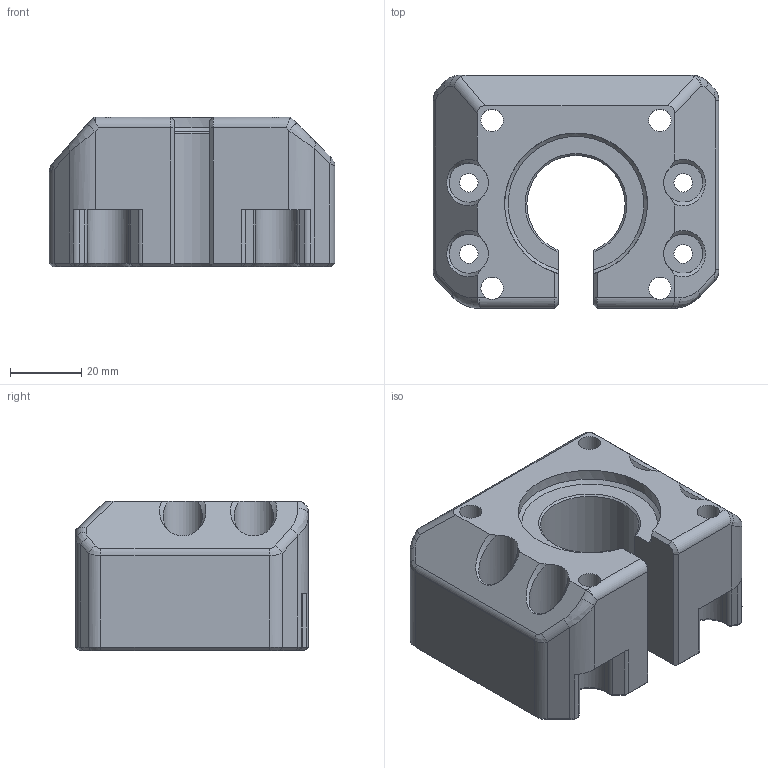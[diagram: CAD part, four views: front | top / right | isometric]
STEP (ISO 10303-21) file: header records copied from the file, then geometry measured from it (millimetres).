
FILE_DESCRIPTION(/* description */ (''),/* implementation_level */ '2;1');
FILE_NAME(/* name */ 'Y Axis_Y axis motor mount v4.step',/* time_stamp */ '2024-02-10T14:20:34-05:00',/* author */ (''),/* organization */ (''),/* preprocessor_version */ 'ST-DEVELOPER v20',/* originating_system */ 'Autodesk Translation Framework v12.20.1.177',/* authorisation */ '');
FILE_SCHEMA (('AUTOMOTIVE_DESIGN { 1 0 10303 214 3 1 1 }'));
Length unit declared in the file: millimetre
Products named in the file (2): Y Axis_Y axis motor mount; Component18
Assembly tree (1 placements, depth 2):
  Y Axis_Y axis motor mount
    Component18
Bounding box: 80 x 65.2 x 41.87 mm (x, y, z)
Volume: 140849 mm3; surface area: 29911.2 mm2
Topology: 1 solids, 1 shells, 228 faces, 593 edges, 361 vertices
Faces by surface type: plane 120, cylinder 56, cone 39, bspline 12, torus 1
Full cylindrical faces by diameter (mm): 5.2 x4, 6.25 x4, 11 x4
Entity records: 8174 total; most frequent: CARTESIAN_POINT 2476, DIRECTION 1194, ORIENTED_EDGE 1186, EDGE_CURVE 593, AXIS2_PLACEMENT_3D 409, LINE 376, VECTOR 376, VERTEX_POINT 361
